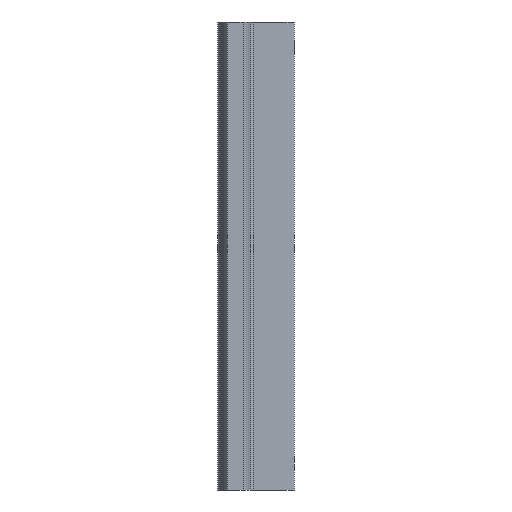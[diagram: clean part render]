
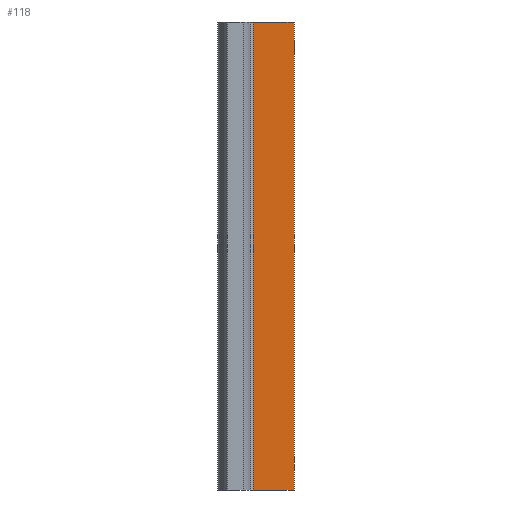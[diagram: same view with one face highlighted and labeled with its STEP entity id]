
A CAD part, left-side view. The second image highlights one B-rep face of the part: STEP entity #118.
In plain terms, the highlighted planar face has unit normal (-1, 0, 0).
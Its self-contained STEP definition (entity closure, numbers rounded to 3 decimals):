
#118 = ADVANCED_FACE( '', ( #240 ), #241, .F. );
#240 = FACE_OUTER_BOUND( '', #357, .T. );
#241 = PLANE( '', #358 );
#357 = EDGE_LOOP( '', ( #625, #626, #627, #628 ) );
#358 = AXIS2_PLACEMENT_3D( '', #629, #630, #631 );
#625 = ORIENTED_EDGE( '', *, *, #732, .T. );
#626 = ORIENTED_EDGE( '', *, *, #682, .F. );
#627 = ORIENTED_EDGE( '', *, *, #791, .F. );
#628 = ORIENTED_EDGE( '', *, *, #784, .T. );
#629 = CARTESIAN_POINT( '', ( -4., 11.782, 67.5 ) );
#630 = DIRECTION( '', ( 1., 0., 0. ) );
#631 = DIRECTION( '', ( 0., 0., -1. ) );
#682 = EDGE_CURVE( '', #806, #801, #808, .T. );
#732 = EDGE_CURVE( '', #890, #801, #891, .T. );
#784 = EDGE_CURVE( '', #959, #890, #960, .T. );
#791 = EDGE_CURVE( '', #959, #806, #967, .T. );
#801 = VERTEX_POINT( '', #977 );
#806 = VERTEX_POINT( '', #984 );
#808 = LINE( '', #987, #988 );
#890 = VERTEX_POINT( '', #1100 );
#891 = LINE( '', #1101, #1102 );
#959 = VERTEX_POINT( '', #1191 );
#960 = LINE( '', #1192, #1193 );
#967 = LINE( '', #1201, #1202 );
#977 = CARTESIAN_POINT( '', ( -4., 0., -67.5 ) );
#984 = CARTESIAN_POINT( '', ( -4., 0., 67.5 ) );
#987 = CARTESIAN_POINT( '', ( -4., 0., 67.5 ) );
#988 = VECTOR( '', #1217, 1000. );
#1100 = CARTESIAN_POINT( '', ( -4., 11.782, -67.5 ) );
#1101 = CARTESIAN_POINT( '', ( -4., 11.782, -67.5 ) );
#1102 = VECTOR( '', #1275, 1000. );
#1191 = CARTESIAN_POINT( '', ( -4., 11.782, 67.5 ) );
#1192 = CARTESIAN_POINT( '', ( -4., 11.782, 67.5 ) );
#1193 = VECTOR( '', #1330, 1000. );
#1201 = CARTESIAN_POINT( '', ( -4., 11.782, 67.5 ) );
#1202 = VECTOR( '', #1338, 1000. );
#1217 = DIRECTION( '', ( 0., 0., -1. ) );
#1275 = DIRECTION( '', ( 0., -1., 0. ) );
#1330 = DIRECTION( '', ( 0., 0., -1. ) );
#1338 = DIRECTION( '', ( 0., -1., 0. ) );
